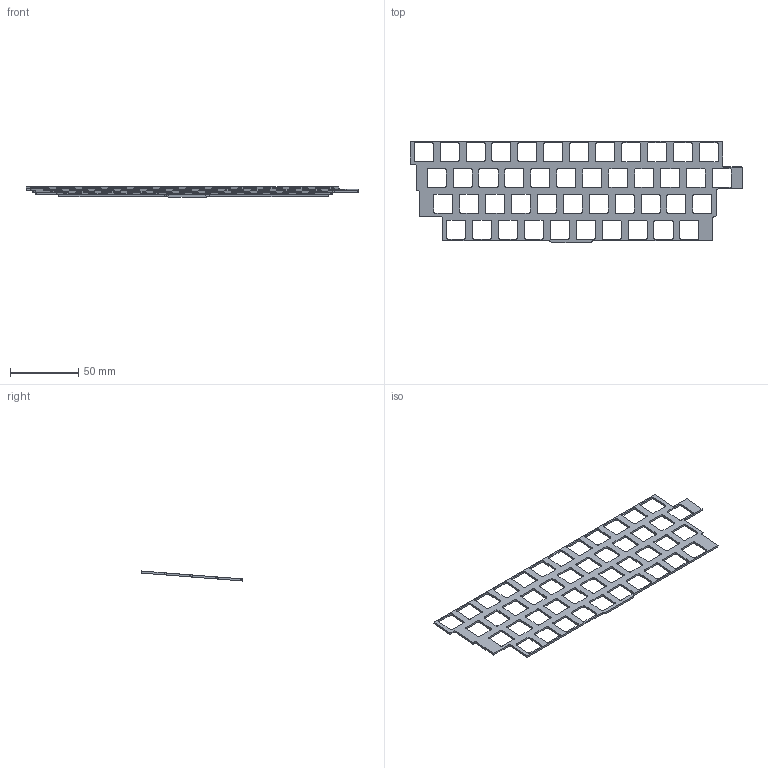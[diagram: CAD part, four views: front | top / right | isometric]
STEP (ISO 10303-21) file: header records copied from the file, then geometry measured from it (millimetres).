
FILE_DESCRIPTION(/* description */ (''),/* implementation_level */ '2;1');
FILE_NAME(/* name */ 'JingTKL_smolplate.step',/* time_stamp */ '2022-04-28T14:14:00+07:00',/* author */ (''),/* organization */ (''),/* preprocessor_version */ 'ST-DEVELOPER v18.1',/* originating_system */ 'Autodesk Translation Framework v10.14.0.1471',/* authorisation */ '');
FILE_SCHEMA (('AUTOMOTIVE_DESIGN { 1 0 10303 214 3 1 1 }'));
Length unit declared in the file: millimetre
Products named in the file (1): FusionComponent
Bounding box: 243.94 x 74.59 x 7.36 mm (x, y, z)
Volume: 11137.5 mm3; surface area: 19459.3 mm2
Topology: 1 solids, 1 shells, 400 faces, 1194 edges, 796 vertices
Faces by surface type: cylinder 200, plane 200
Entity records: 13778 total; most frequent: DIRECTION 2396, CARTESIAN_POINT 2391, ORIENTED_EDGE 2388, EDGE_CURVE 1194, AXIS2_PLACEMENT_3D 801, VERTEX_POINT 796, LINE 794, VECTOR 794
